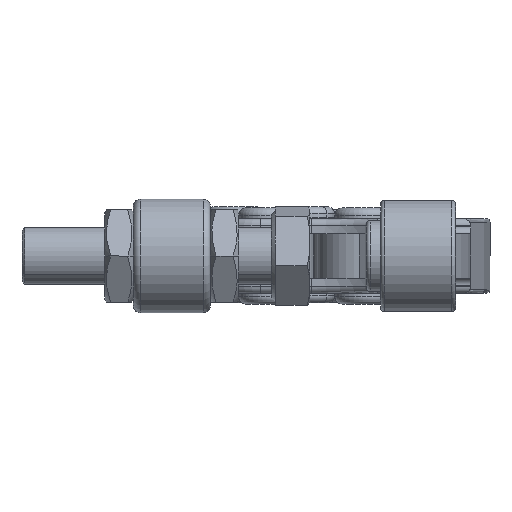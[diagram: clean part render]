
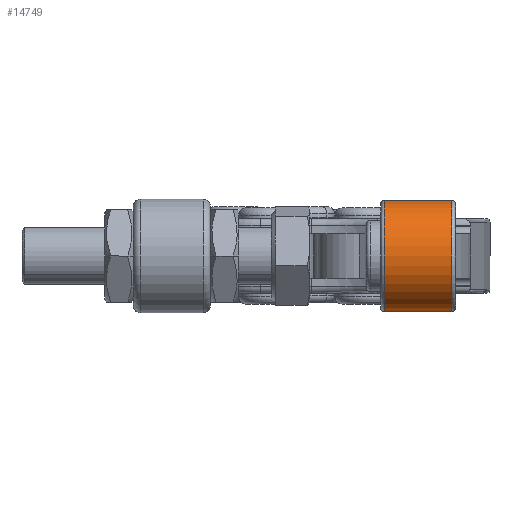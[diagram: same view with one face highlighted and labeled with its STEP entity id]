
A CAD part, left-side view. The second image highlights one B-rep face of the part: STEP entity #14749.
In plain terms, the highlighted cylindrical face has radius 7.8 mm (diameter 15.6 mm), a partial arc.
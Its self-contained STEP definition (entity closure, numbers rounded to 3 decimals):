
#2146 = DIRECTION ( 'NONE',  ( 0., 0., 1. ) ) ;
#2152 = DIRECTION ( 'NONE',  ( 0., 1., 0. ) ) ;
#2154 = CARTESIAN_POINT ( 'NONE',  ( -32.5, -12.723, 0. ) ) ;
#2788 = CARTESIAN_POINT ( 'NONE',  ( -32.5, -16.5, -7.8 ) ) ;
#2789 = CARTESIAN_POINT ( 'NONE',  ( -32.5, -16.5, 7.8 ) ) ;
#3312 = AXIS2_PLACEMENT_3D ( 'NONE', #2154, #2152, #2146 ) ;
#6955 = FACE_OUTER_BOUND ( 'NONE', #18283, .T. ) ;
#6960 = CYLINDRICAL_SURFACE ( 'NONE', #3312, 7.8 ) ;
#8305 = EDGE_CURVE ( 'NONE', #10718, #15989, #27144, .T. ) ;
#8327 = EDGE_CURVE ( 'NONE', #10718, #10727, #27157, .T. ) ;
#8329 = EDGE_CURVE ( 'NONE', #10727, #15990, #27156, .T. ) ;
#8331 = EDGE_CURVE ( 'NONE', #15990, #15989, #27152, .T. ) ;
#9094 = CARTESIAN_POINT ( 'NONE',  ( -32.5, -12.723, -7.8 ) ) ;
#9095 = DIRECTION ( 'NONE',  ( 0., 1., 0. ) ) ;
#9146 = DIRECTION ( 'NONE',  ( 0., 1., 0. ) ) ;
#9149 = CARTESIAN_POINT ( 'NONE',  ( -32.5, -12.723, 7.8 ) ) ;
#9150 = CARTESIAN_POINT ( 'NONE',  ( -32.5, -26., 0. ) ) ;
#9151 = DIRECTION ( 'NONE',  ( 0., 1., 0. ) ) ;
#9152 = DIRECTION ( 'NONE',  ( 0., 0., -1. ) ) ;
#9153 = CARTESIAN_POINT ( 'NONE',  ( -32.5, -16.5, 0. ) ) ;
#9154 = DIRECTION ( 'NONE',  ( 0., -1., 0. ) ) ;
#9155 = DIRECTION ( 'NONE',  ( 0., 0., 1. ) ) ;
#10718 = VERTEX_POINT ( 'NONE', #12910 ) ;
#10727 = VERTEX_POINT ( 'NONE', #12919 ) ;
#12910 = CARTESIAN_POINT ( 'NONE',  ( -32.5, -26., -7.8 ) ) ;
#12919 = CARTESIAN_POINT ( 'NONE',  ( -32.5, -26., 7.8 ) ) ;
#14749 = ADVANCED_FACE ( 'NONE', ( #6955 ), #6960, .T. ) ;
#15989 = VERTEX_POINT ( 'NONE', #2788 ) ;
#15990 = VERTEX_POINT ( 'NONE', #2789 ) ;
#18283 = EDGE_LOOP ( 'NONE', ( #21561, #21562, #21563, #21564 ) ) ;
#21561 = ORIENTED_EDGE ( 'NONE', *, *, #8305, .F. ) ;
#21562 = ORIENTED_EDGE ( 'NONE', *, *, #8327, .T. ) ;
#21563 = ORIENTED_EDGE ( 'NONE', *, *, #8329, .T. ) ;
#21564 = ORIENTED_EDGE ( 'NONE', *, *, #8331, .T. ) ;
#27144 = LINE ( 'NONE', #9094, #27147 ) ;
#27147 = VECTOR ( 'NONE', #9095, 1000. ) ;
#27152 = CIRCLE ( 'NONE', #31767, 7.8 ) ;
#27156 = LINE ( 'NONE', #9149, #27158 ) ;
#27157 = CIRCLE ( 'NONE', #31765, 7.8 ) ;
#27158 = VECTOR ( 'NONE', #9146, 1000. ) ;
#31765 = AXIS2_PLACEMENT_3D ( 'NONE', #9150, #9151, #9152 ) ;
#31767 = AXIS2_PLACEMENT_3D ( 'NONE', #9153, #9154, #9155 ) ;
